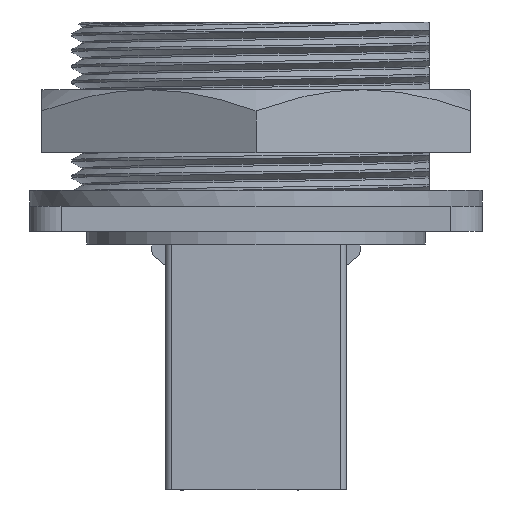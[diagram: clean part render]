
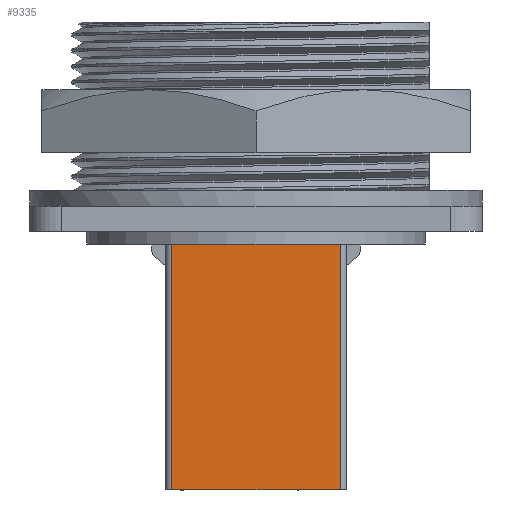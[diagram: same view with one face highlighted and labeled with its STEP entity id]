
A CAD part, front view. The second image highlights one B-rep face of the part: STEP entity #9335.
In plain terms, the highlighted planar face has unit normal (0, -1, 0).
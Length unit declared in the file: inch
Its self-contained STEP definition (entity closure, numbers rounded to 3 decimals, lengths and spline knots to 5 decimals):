
#51 = VERTEX_POINT ( 'NONE', #20531 ) ;
#81 = ORIENTED_EDGE ( 'NONE', *, *, #13167, .T. ) ;
#456 = CARTESIAN_POINT ( 'NONE',  ( 0.2675, -0.349, -0.821 ) ) ;
#916 = VERTEX_POINT ( 'NONE', #23736 ) ;
#1025 = DIRECTION ( 'NONE',  ( 0., 0., 1. ) ) ;
#1311 = EDGE_LOOP ( 'NONE', ( #3908, #22904, #27059, #16743 ) ) ;
#1459 = VERTEX_POINT ( 'NONE', #15774 ) ;
#2093 = VECTOR ( 'NONE', #8442, 39.37008 ) ;
#2117 = EDGE_LOOP ( 'NONE', ( #26738, #81, #14496, #15989, #22095, #27254, #2365, #13708 ) ) ;
#2174 = EDGE_CURVE ( 'NONE', #22511, #17987, #4854, .T. ) ;
#2365 = ORIENTED_EDGE ( 'NONE', *, *, #15225, .T. ) ;
#2698 = CARTESIAN_POINT ( 'NONE',  ( 0., -0.349, -0.04 ) ) ;
#2719 = CARTESIAN_POINT ( 'NONE',  ( 0.2675, -0.349, 0.336 ) ) ;
#2788 = DIRECTION ( 'NONE',  ( 1., 0., 0. ) ) ;
#3448 = LINE ( 'NONE', #11978, #25228 ) ;
#3908 = ORIENTED_EDGE ( 'NONE', *, *, #16247, .F. ) ;
#4239 = EDGE_CURVE ( 'NONE', #1459, #14409, #3448, .T. ) ;
#4361 = CARTESIAN_POINT ( 'NONE',  ( -0.2395, -0.349, -0.04 ) ) ;
#4600 = LINE ( 'NONE', #22275, #27039 ) ;
#4854 = LINE ( 'NONE', #23778, #27256 ) ;
#4919 = DIRECTION ( 'NONE',  ( 1., 0., 0. ) ) ;
#5041 = CARTESIAN_POINT ( 'NONE',  ( -0.2875, -0.349, -0.821 ) ) ;
#5166 = VECTOR ( 'NONE', #7130, 39.37008 ) ;
#5344 = DIRECTION ( 'NONE',  ( 1., 0., 0. ) ) ;
#5581 = AXIS2_PLACEMENT_3D ( 'NONE', #5041, #9433, #24599 ) ;
#5904 = CARTESIAN_POINT ( 'NONE',  ( -0.195, -0.349, 0.021 ) ) ;
#6118 = FACE_BOUND ( 'NONE', #2117, .T. ) ;
#7039 = LINE ( 'NONE', #26423, #22988 ) ;
#7130 = DIRECTION ( 'NONE',  ( 0., 0., 1. ) ) ;
#7252 = PLANE ( 'NONE',  #5581 ) ;
#7294 = VECTOR ( 'NONE', #2788, 39.37008 ) ;
#7544 = CARTESIAN_POINT ( 'NONE',  ( -0.2875, -0.349, -0.821 ) ) ;
#7816 = EDGE_CURVE ( 'NONE', #22917, #916, #12618, .T. ) ;
#7956 = LINE ( 'NONE', #23625, #2093 ) ;
#8024 = CARTESIAN_POINT ( 'NONE',  ( 0.195, -0.349, 0.087 ) ) ;
#8442 = DIRECTION ( 'NONE',  ( 0., 0., 1. ) ) ;
#8612 = VERTEX_POINT ( 'NONE', #21372 ) ;
#8682 = EDGE_CURVE ( 'NONE', #24896, #17783, #10540, .T. ) ;
#9335 = ADVANCED_FACE ( 'NONE', ( #22763, #6118 ), #7252, .T. ) ;
#9433 = DIRECTION ( 'NONE',  ( 0., -1., 0. ) ) ;
#9613 = CARTESIAN_POINT ( 'NONE',  ( -0.195, -0.349, 0.087 ) ) ;
#10345 = CARTESIAN_POINT ( 'NONE',  ( 0.195, -0.349, 0.021 ) ) ;
#10540 = LINE ( 'NONE', #17305, #21445 ) ;
#11028 = CARTESIAN_POINT ( 'NONE',  ( -0.2395, -0.349, 0.021 ) ) ;
#11277 = VECTOR ( 'NONE', #5344, 39.37008 ) ;
#11978 = CARTESIAN_POINT ( 'NONE',  ( 0.2395, -0.349, -0.75264 ) ) ;
#12618 = LINE ( 'NONE', #7544, #11277 ) ;
#12772 = CARTESIAN_POINT ( 'NONE',  ( 0.2395, -0.349, 0.021 ) ) ;
#13167 = EDGE_CURVE ( 'NONE', #21814, #22511, #7039, .T. ) ;
#13686 = CARTESIAN_POINT ( 'NONE',  ( -0.2875, -0.349, 0.336 ) ) ;
#13708 = ORIENTED_EDGE ( 'NONE', *, *, #4239, .F. ) ;
#13795 = EDGE_CURVE ( 'NONE', #51, #22917, #15547, .T. ) ;
#14409 = VERTEX_POINT ( 'NONE', #12772 ) ;
#14496 = ORIENTED_EDGE ( 'NONE', *, *, #2174, .T. ) ;
#14754 = CARTESIAN_POINT ( 'NONE',  ( -0.2675, -0.349, -0.821 ) ) ;
#15103 = DIRECTION ( 'NONE',  ( -1., 0., 0. ) ) ;
#15225 = EDGE_CURVE ( 'NONE', #8612, #14409, #4600, .T. ) ;
#15547 = LINE ( 'NONE', #14754, #27034 ) ;
#15774 = CARTESIAN_POINT ( 'NONE',  ( 0.2395, -0.349, -0.04 ) ) ;
#15805 = LINE ( 'NONE', #10345, #16467 ) ;
#15989 = ORIENTED_EDGE ( 'NONE', *, *, #16089, .T. ) ;
#16089 = EDGE_CURVE ( 'NONE', #17987, #17783, #7956, .T. ) ;
#16103 = LINE ( 'NONE', #456, #5166 ) ;
#16247 = EDGE_CURVE ( 'NONE', #51, #20545, #23924, .T. ) ;
#16467 = VECTOR ( 'NONE', #23353, 39.37008 ) ;
#16743 = ORIENTED_EDGE ( 'NONE', *, *, #18356, .T. ) ;
#16868 = DIRECTION ( 'NONE',  ( 0., 0., -1. ) ) ;
#16901 = EDGE_CURVE ( 'NONE', #8612, #24896, #15805, .T. ) ;
#17305 = CARTESIAN_POINT ( 'NONE',  ( 0.195, -0.349, 0.087 ) ) ;
#17783 = VERTEX_POINT ( 'NONE', #9613 ) ;
#17987 = VERTEX_POINT ( 'NONE', #5904 ) ;
#18038 = DIRECTION ( 'NONE',  ( 1., 0., 0. ) ) ;
#18356 = EDGE_CURVE ( 'NONE', #916, #20545, #16103, .T. ) ;
#20531 = CARTESIAN_POINT ( 'NONE',  ( -0.2675, -0.349, 0.336 ) ) ;
#20545 = VERTEX_POINT ( 'NONE', #2719 ) ;
#21372 = CARTESIAN_POINT ( 'NONE',  ( 0.195, -0.349, 0.021 ) ) ;
#21445 = VECTOR ( 'NONE', #15103, 39.37008 ) ;
#21814 = VERTEX_POINT ( 'NONE', #4361 ) ;
#22065 = LINE ( 'NONE', #2698, #26445 ) ;
#22095 = ORIENTED_EDGE ( 'NONE', *, *, #8682, .F. ) ;
#22275 = CARTESIAN_POINT ( 'NONE',  ( 0., -0.349, 0.021 ) ) ;
#22511 = VERTEX_POINT ( 'NONE', #11028 ) ;
#22604 = EDGE_CURVE ( 'NONE', #21814, #1459, #22065, .T. ) ;
#22763 = FACE_OUTER_BOUND ( 'NONE', #1311, .T. ) ;
#22904 = ORIENTED_EDGE ( 'NONE', *, *, #13795, .T. ) ;
#22917 = VERTEX_POINT ( 'NONE', #25838 ) ;
#22988 = VECTOR ( 'NONE', #26512, 39.37008 ) ;
#23353 = DIRECTION ( 'NONE',  ( 0., 0., 1. ) ) ;
#23625 = CARTESIAN_POINT ( 'NONE',  ( -0.195, -0.349, 0.021 ) ) ;
#23736 = CARTESIAN_POINT ( 'NONE',  ( 0.2675, -0.349, -0.821 ) ) ;
#23778 = CARTESIAN_POINT ( 'NONE',  ( 0., -0.349, 0.021 ) ) ;
#23924 = LINE ( 'NONE', #13686, #7294 ) ;
#24599 = DIRECTION ( 'NONE',  ( -1., 0., 0. ) ) ;
#24896 = VERTEX_POINT ( 'NONE', #8024 ) ;
#25228 = VECTOR ( 'NONE', #1025, 39.37008 ) ;
#25838 = CARTESIAN_POINT ( 'NONE',  ( -0.2675, -0.349, -0.821 ) ) ;
#26423 = CARTESIAN_POINT ( 'NONE',  ( -0.2395, -0.349, -0.75264 ) ) ;
#26445 = VECTOR ( 'NONE', #4919, 39.37008 ) ;
#26512 = DIRECTION ( 'NONE',  ( 0., 0., 1. ) ) ;
#26738 = ORIENTED_EDGE ( 'NONE', *, *, #22604, .F. ) ;
#27034 = VECTOR ( 'NONE', #16868, 39.37008 ) ;
#27039 = VECTOR ( 'NONE', #18038, 39.37008 ) ;
#27059 = ORIENTED_EDGE ( 'NONE', *, *, #7816, .T. ) ;
#27254 = ORIENTED_EDGE ( 'NONE', *, *, #16901, .F. ) ;
#27256 = VECTOR ( 'NONE', #28099, 39.37008 ) ;
#28099 = DIRECTION ( 'NONE',  ( 1., 0., 0. ) ) ;
